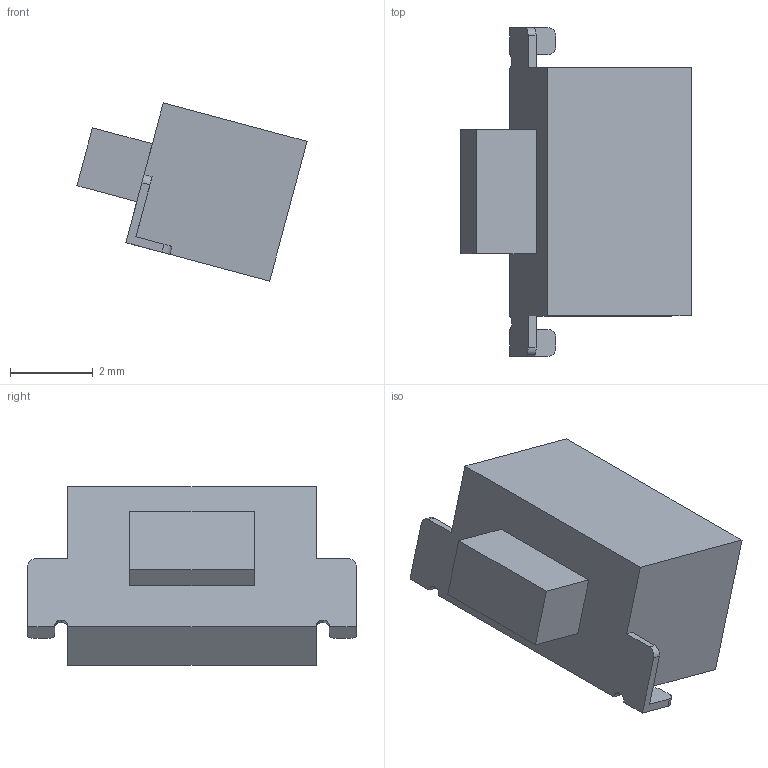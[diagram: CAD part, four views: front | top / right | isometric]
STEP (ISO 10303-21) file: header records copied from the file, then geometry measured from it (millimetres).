
FILE_DESCRIPTION(('HOOPS Exchange Step'),'2;1');
FILE_NAME('temp_export','2025-12-08T08:57:57-13:00',('sanyamsaharan'),('Shapr3D Limited'),'HOOPS Exchange 2025.7','Shapr3D','Authorized');
FILE_SCHEMA( ('AP242_MANAGED_MODEL_BASED_3D_ENGINEERING_MIM_LF {1 0 10303 442 1 1 4}') );
Length unit declared in the file: millimetre
Products named in the file (1): Button (1)
Bounding box: 5.57 x 7.95 x 4.31 mm (x, y, z)
Volume: 83 mm3; surface area: 133.9 mm2
Topology: 1 solids, 1 shells, 35 faces, 92 edges, 60 vertices
Faces by surface type: plane 25, cylinder 10
Entity records: 1110 total; most frequent: CARTESIAN_POINT 189, DIRECTION 186, ORIENTED_EDGE 184, EDGE_CURVE 92, VECTOR 72, LINE 72, VERTEX_POINT 60, AXIS2_PLACEMENT_3D 57
